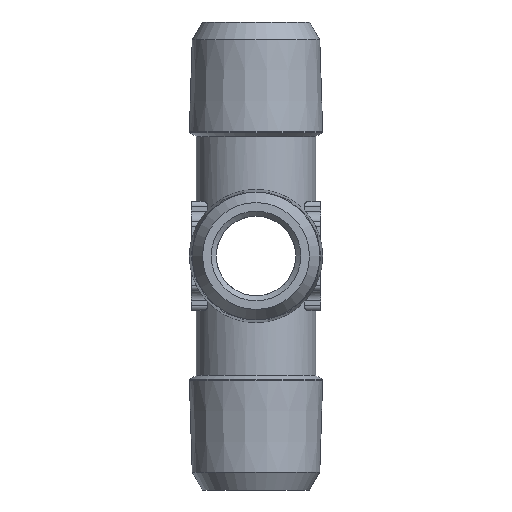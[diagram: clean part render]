
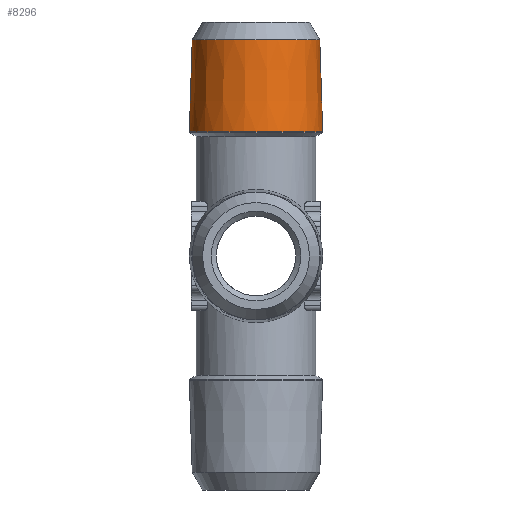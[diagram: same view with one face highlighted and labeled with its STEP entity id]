
A CAD part, left-side view. The second image highlights one B-rep face of the part: STEP entity #8296.
In plain terms, the highlighted conical face has half-angle 1.79 degrees and reference radius 6.694 mm.
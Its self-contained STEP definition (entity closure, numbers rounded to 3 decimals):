
#2146=CONICAL_SURFACE('',#8114,6.694,1.79);
#2177=ORIENTED_EDGE('',*,*,#2743,.F.);
#2178=ORIENTED_EDGE('',*,*,#2744,.T.);
#2547=CIRCLE('',#8113,6.407);
#2548=CIRCLE('',#8115,6.694);
#2609=VERTEX_POINT('',#3560);
#2610=VERTEX_POINT('',#3563);
#2743=EDGE_CURVE('',#2609,#2609,#2547,.T.);
#2744=EDGE_CURVE('',#2610,#2610,#2548,.T.);
#2934=EDGE_LOOP('',(#2177));
#2935=EDGE_LOOP('',(#2178));
#3048=FACE_BOUND('',#2934,.T.);
#3049=FACE_BOUND('',#2935,.T.);
#3172=DIRECTION('',(0.,1.,0.));
#3173=DIRECTION('',(0.,0.,-6.407));
#3174=DIRECTION('',(0.,-1.,0.));
#3175=DIRECTION('',(0.,0.,-1.));
#3176=DIRECTION('',(0.,1.,0.));
#3177=DIRECTION('',(0.,0.,-6.694));
#3560=CARTESIAN_POINT('',(24.298,63.604,-6.407));
#3561=CARTESIAN_POINT('',(24.298,63.604,0.));
#3562=CARTESIAN_POINT('',(24.298,54.404,0.));
#3563=CARTESIAN_POINT('',(24.298,54.404,6.694));
#3564=CARTESIAN_POINT('',(24.298,54.404,0.));
#8113=AXIS2_PLACEMENT_3D('',#3561,#3172,#3173);
#8114=AXIS2_PLACEMENT_3D('',#3562,#3174,#3175);
#8115=AXIS2_PLACEMENT_3D('',#3564,#3176,#3177);
#8296=ADVANCED_FACE('',(#3048,#3049),#2146,.T.);
